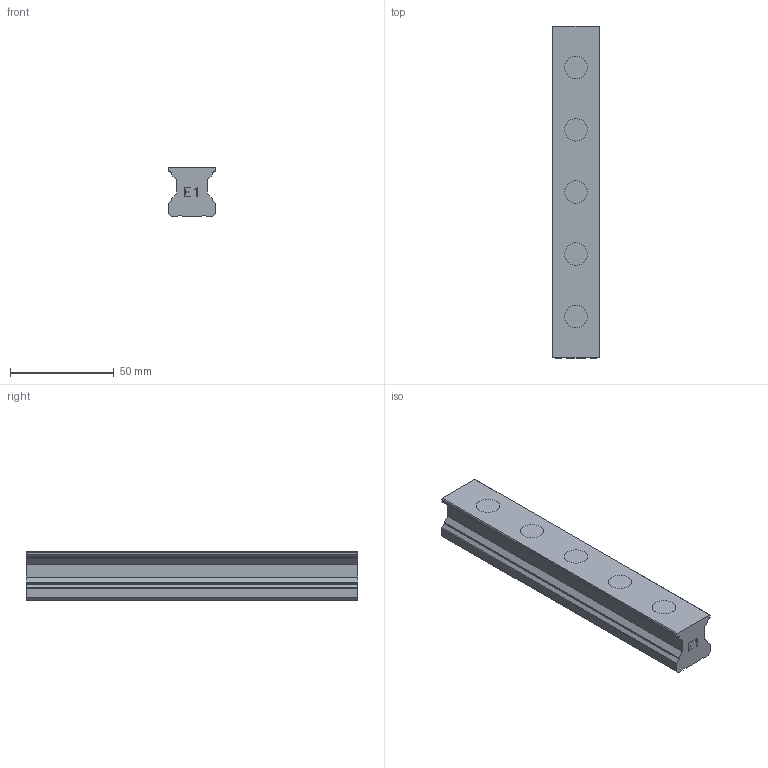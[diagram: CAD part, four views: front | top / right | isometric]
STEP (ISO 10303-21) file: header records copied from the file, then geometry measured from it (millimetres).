
FILE_DESCRIPTION(('STEP AP214'),'1');
FILE_NAME('cctmp_B27787A5-AE80-471C-84F9-34DF48398109_2021_03_11_09_25_43_0985..stp','2021-03-11T08:25:44',('HIWIN GmbH'),('CADClick - www.CADClick.com'),'Spatial InterOp 3D',' ','unknown authorization');
FILE_SCHEMA(('AUTOMOTIVE_DESIGN'));
Length unit declared in the file: millimetre
Products named in the file (1): RGR25R160H_FILE
Bounding box: 23 x 160 x 23.6 mm (x, y, z)
Volume: 64606.7 mm3; surface area: 20460.5 mm2
Topology: 1 solids, 1 shells, 162 faces, 423 edges, 282 vertices
Faces by surface type: plane 114, cylinder 48
Entity records: 6283 total; most frequent: CARTESIAN_POINT 868, ORIENTED_EDGE 846, DIRECTION 845, EDGE_CURVE 423, LINE 327, VECTOR 327, VERTEX_POINT 282, AXIS2_PLACEMENT_3D 259
